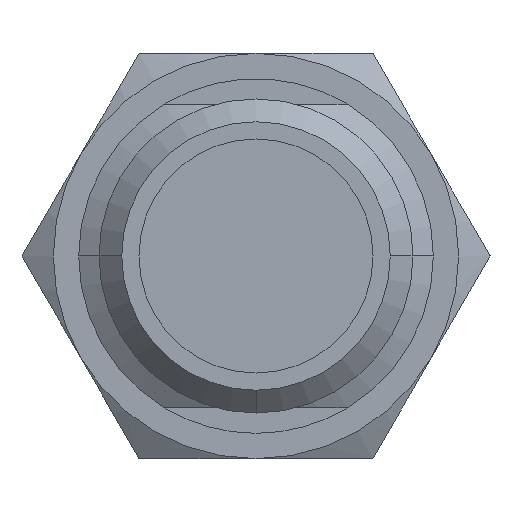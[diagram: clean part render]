
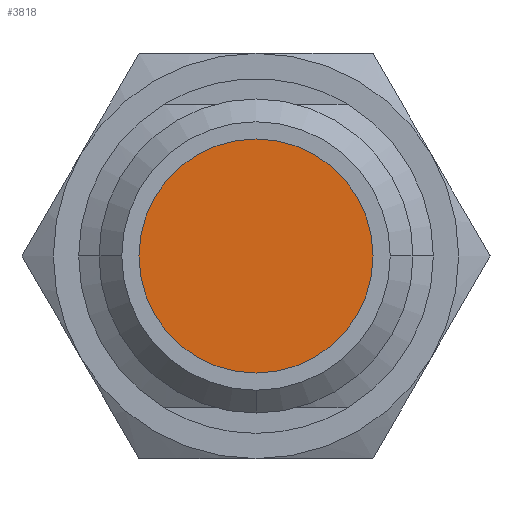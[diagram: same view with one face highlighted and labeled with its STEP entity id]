
A CAD part, left-side view. The second image highlights one B-rep face of the part: STEP entity #3818.
In plain terms, the highlighted planar face has unit normal (-1, 0, 0).
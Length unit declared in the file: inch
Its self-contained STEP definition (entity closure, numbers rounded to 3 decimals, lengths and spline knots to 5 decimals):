
#149 = ORIENTED_EDGE ( 'NONE', *, *, #3045, .T. ) ;
#462 = AXIS2_PLACEMENT_3D ( 'NONE', #6173, #1341, #6744 ) ;
#620 = FACE_OUTER_BOUND ( 'NONE', #3936, .T. ) ;
#645 = DIRECTION ( 'NONE',  ( 0., 0., 1. ) ) ;
#703 = AXIS2_PLACEMENT_3D ( 'NONE', #6024, #6511, #727 ) ;
#723 = CARTESIAN_POINT ( 'NONE',  ( 0.07677, 0., 0. ) ) ;
#727 = DIRECTION ( 'NONE',  ( 0., 0., 1. ) ) ;
#886 = CARTESIAN_POINT ( 'NONE',  ( 0.07677, 0.09094, 0. ) ) ;
#1022 = ORIENTED_EDGE ( 'NONE', *, *, #2037, .T. ) ;
#1157 = CARTESIAN_POINT ( 'NONE',  ( 0.07677, 0., 0.09094 ) ) ;
#1341 = DIRECTION ( 'NONE',  ( -1., 0., 0. ) ) ;
#1849 = DIRECTION ( 'NONE',  ( -1., 0., 0. ) ) ;
#2037 = EDGE_CURVE ( 'NONE', #5521, #3337, #4631, .T. ) ;
#2212 = VERTEX_POINT ( 'NONE', #6109 ) ;
#2353 = DIRECTION ( 'NONE',  ( 0., 0., 1. ) ) ;
#2525 = AXIS2_PLACEMENT_3D ( 'NONE', #5483, #4460, #645 ) ;
#3045 = EDGE_CURVE ( 'NONE', #3337, #2212, #5657, .T. ) ;
#3337 = VERTEX_POINT ( 'NONE', #886 ) ;
#3818 = ADVANCED_FACE ( 'NONE', ( #620 ), #5457, .T. ) ;
#3936 = EDGE_LOOP ( 'NONE', ( #149, #5977, #1022 ) ) ;
#4460 = DIRECTION ( 'NONE',  ( -1., 0., 0. ) ) ;
#4631 = CIRCLE ( 'NONE', #6205, 0.09094 ) ;
#5229 = CIRCLE ( 'NONE', #2525, 0.09094 ) ;
#5457 = PLANE ( 'NONE',  #703 ) ;
#5483 = CARTESIAN_POINT ( 'NONE',  ( 0.07677, 0., 0. ) ) ;
#5521 = VERTEX_POINT ( 'NONE', #1157 ) ;
#5657 = CIRCLE ( 'NONE', #462, 0.09094 ) ;
#5977 = ORIENTED_EDGE ( 'NONE', *, *, #6479, .T. ) ;
#6024 = CARTESIAN_POINT ( 'NONE',  ( 0.07677, 0., 0. ) ) ;
#6109 = CARTESIAN_POINT ( 'NONE',  ( 0.07677, -0.09094, 0. ) ) ;
#6173 = CARTESIAN_POINT ( 'NONE',  ( 0.07677, 0., 0. ) ) ;
#6205 = AXIS2_PLACEMENT_3D ( 'NONE', #723, #1849, #2353 ) ;
#6479 = EDGE_CURVE ( 'NONE', #2212, #5521, #5229, .T. ) ;
#6511 = DIRECTION ( 'NONE',  ( -1., 0., 0. ) ) ;
#6744 = DIRECTION ( 'NONE',  ( 0., 0., 1. ) ) ;
